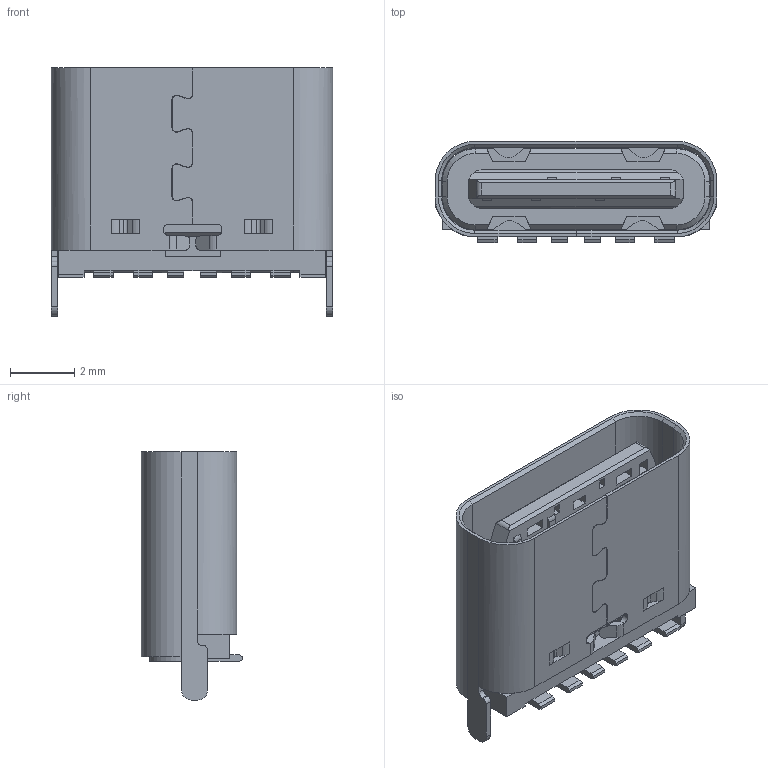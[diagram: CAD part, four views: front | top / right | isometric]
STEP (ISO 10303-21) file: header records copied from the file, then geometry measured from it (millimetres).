
FILE_DESCRIPTION(('FreeCAD Model'),'2;1');
FILE_NAME('Open CASCADE Shape Model','2023-07-11T15:13:47',( 'kicad StepUp'),('ksu MCAD'),'Open CASCADE STEP processor 7.6', 'FreeCAD','Unknown');
FILE_SCHEMA(('AUTOMOTIVE_DESIGN { 1 0 10303 214 1 1 1 1 }'));
Length unit declared in the file: millimetre
Products named in the file (1): USB_C_Receptacle_Molex_2171780001
Bounding box: 8.74 x 3.14 x 7.7 mm (x, y, z)
Volume: 76.4 mm3; surface area: 438.5 mm2
Topology: 1 solids, 29 shells, 785 faces, 2098 edges, 1378 vertices
Faces by surface type: plane 600, cylinder 167, cone 18
Entity records: 24392 total; most frequent: CARTESIAN_POINT 4464, ORIENTED_EDGE 4196, DIRECTION 3998, EDGE_CURVE 2098, LINE 1722, VECTOR 1722, VERTEX_POINT 1378, AXIS2_PLACEMENT_3D 1138
